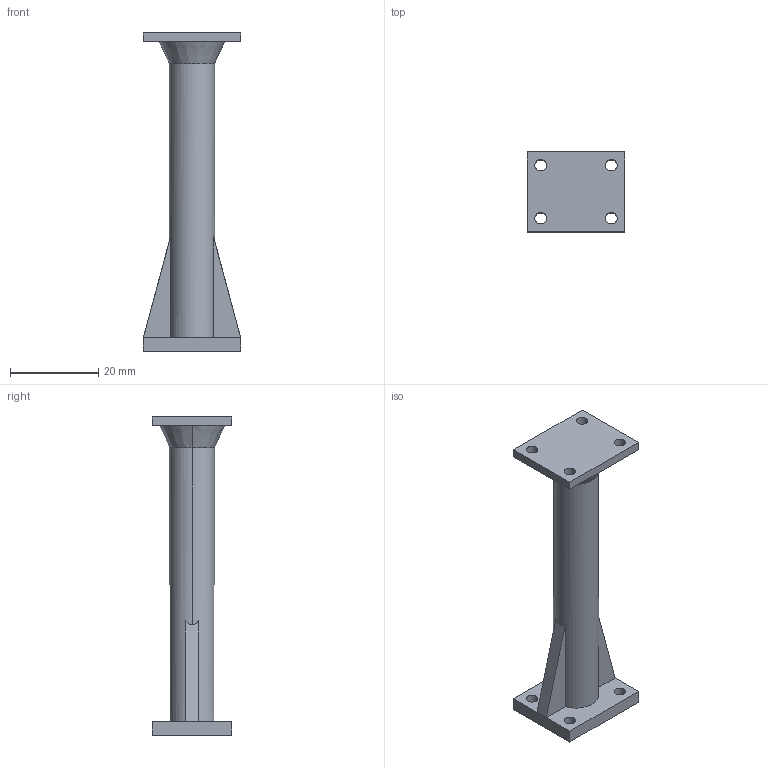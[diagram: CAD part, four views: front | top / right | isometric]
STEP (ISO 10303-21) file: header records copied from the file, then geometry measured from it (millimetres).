
FILE_DESCRIPTION (( 'STEP AP203' ), '1' );
FILE_NAME ('arm1.STEP', '2025-08-06T13:56:20', ( '' ), ( '' ), 'SwSTEP 2.0', 'SolidWorks 2023', '' );
FILE_SCHEMA (( 'CONFIG_CONTROL_DESIGN' ));
Length unit declared in the file: millimetre
Products named in the file (1): arm1
Bounding box: 22 x 18 x 72 mm (x, y, z)
Volume: 7963.2 mm3; surface area: 4257.8 mm2
Topology: 1 solids, 1 shells, 39 faces, 102 edges, 66 vertices
Faces by surface type: plane 19, cylinder 18, cone 2
Entity records: 1315 total; most frequent: CARTESIAN_POINT 220, DIRECTION 216, ORIENTED_EDGE 204, EDGE_CURVE 102, AXIS2_PLACEMENT_3D 78, VERTEX_POINT 66, LINE 60, VECTOR 60
